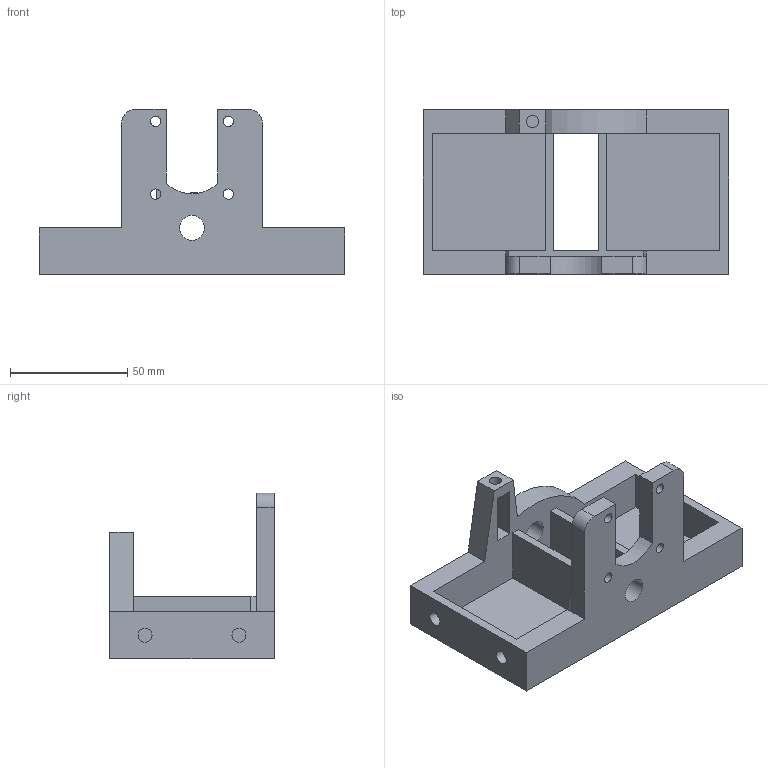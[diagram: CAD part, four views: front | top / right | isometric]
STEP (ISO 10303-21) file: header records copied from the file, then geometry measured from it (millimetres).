
FILE_DESCRIPTION(('FreeCAD Model'),'2;1');
FILE_NAME( 'Z_MotorMount2.stp', '2012-12-16T17:10:55',('FreeCAD'),('FreeCAD'), 'Open CASCADE STEP processor 6.5','FreeCAD','Unknown');
FILE_SCHEMA(('AUTOMOTIVE_DESIGN_CC2 { 1 2 10303 214 -1 1 5 4 }'));
Length unit declared in the file: millimetre
Products named in the file (1): Open CASCADE STEP translator 6.5 1
Bounding box: 130 x 70 x 70.55 mm (x, y, z)
Volume: 107271.7 mm3; surface area: 44192.7 mm2
Topology: 1 solids, 1 shells, 51 faces, 148 edges, 98 vertices
Faces by surface type: plane 36, cylinder 15
Full cylindrical faces by diameter (mm): 4.4 x4, 5.2 x1, 6 x4, 10.6 x2
Entity records: 3687 total; most frequent: CARTESIAN_POINT 740, DIRECTION 527, LINE 352, VECTOR 352, ORIENTED_EDGE 296, PCURVE 296, DEFINITIONAL_REPRESENTATION 296, EDGE_CURVE 148
